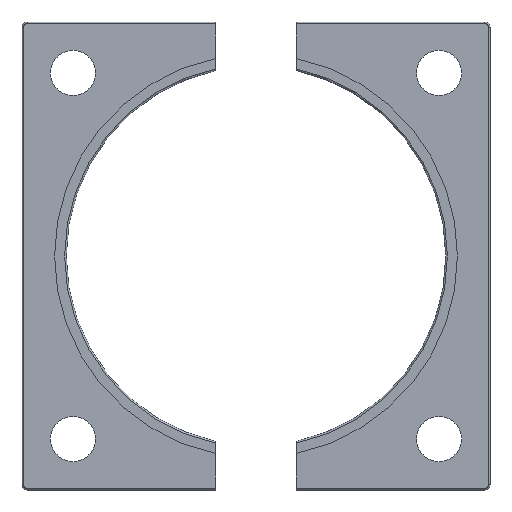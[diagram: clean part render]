
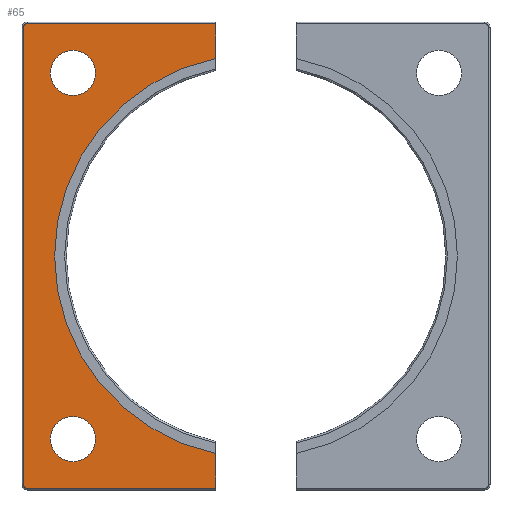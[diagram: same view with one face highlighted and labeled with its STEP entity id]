
A CAD part, front view. The second image highlights one B-rep face of the part: STEP entity #65.
In plain terms, the highlighted planar face has unit normal (0, -1, 0).
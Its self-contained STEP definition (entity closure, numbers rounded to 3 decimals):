
#47 = ORIENTED_EDGE ( 'NONE', *, *, #557, .T. ) ;
#51 = EDGE_CURVE ( 'NONE', #532, #1495, #1713, .T. ) ;
#55 = EDGE_CURVE ( 'NONE', #765, #1116, #1305, .T. ) ;
#62 = CARTESIAN_POINT ( 'NONE',  ( -12., 0., -69.5 ) ) ;
#65 = ADVANCED_FACE ( 'NONE', ( #894, #478, #73 ), #795, .F. ) ;
#73 = FACE_BOUND ( 'NONE', #587, .T. ) ;
#114 = DIRECTION ( 'NONE',  ( 0., 0., 1. ) ) ;
#117 = CARTESIAN_POINT ( 'NONE',  ( -12., 0., 59.043 ) ) ;
#122 = CARTESIAN_POINT ( 'NONE',  ( -68.5, 0., 69.5 ) ) ;
#152 = ORIENTED_EDGE ( 'NONE', *, *, #1133, .T. ) ;
#182 = AXIS2_PLACEMENT_3D ( 'NONE', #1712, #633, #1545 ) ;
#218 = DIRECTION ( 'NONE',  ( 0., -1., 0. ) ) ;
#257 = CARTESIAN_POINT ( 'NONE',  ( -12., 0., 55.467 ) ) ;
#264 = VECTOR ( 'NONE', #412, 1000. ) ;
#283 = CARTESIAN_POINT ( 'NONE',  ( -54.75, 0., 54.75 ) ) ;
#298 = EDGE_CURVE ( 'NONE', #356, #1563, #1879, .T. ) ;
#323 = ORIENTED_EDGE ( 'NONE', *, *, #961, .T. ) ;
#326 = DIRECTION ( 'NONE',  ( 0., 1., 0. ) ) ;
#350 = CARTESIAN_POINT ( 'NONE',  ( -54.75, 0., 48. ) ) ;
#355 = CIRCLE ( 'NONE', #1554, 1. ) ;
#356 = VERTEX_POINT ( 'NONE', #712 ) ;
#366 = EDGE_LOOP ( 'NONE', ( #1981, #1491 ) ) ;
#380 = VERTEX_POINT ( 'NONE', #774 ) ;
#384 = CARTESIAN_POINT ( 'NONE',  ( -54.75, 0., 61.5 ) ) ;
#402 = CARTESIAN_POINT ( 'NONE',  ( -54.75, 0., -61.5 ) ) ;
#412 = DIRECTION ( 'NONE',  ( 0., 0., -1. ) ) ;
#429 = EDGE_CURVE ( 'NONE', #380, #1809, #1332, .T. ) ;
#432 = DIRECTION ( 'NONE',  ( 0., 0., -1. ) ) ;
#444 = DIRECTION ( 'NONE',  ( 0., 1., 0. ) ) ;
#456 = EDGE_CURVE ( 'NONE', #1563, #380, #1639, .T. ) ;
#468 = CIRCLE ( 'NONE', #1286, 6.75 ) ;
#478 = FACE_BOUND ( 'NONE', #366, .T. ) ;
#479 = AXIS2_PLACEMENT_3D ( 'NONE', #1561, #444, #1409 ) ;
#532 = VERTEX_POINT ( 'NONE', #402 ) ;
#557 = EDGE_CURVE ( 'NONE', #1905, #1903, #1450, .T. ) ;
#568 = CARTESIAN_POINT ( 'NONE',  ( -54.75, 0., -54.75 ) ) ;
#572 = ORIENTED_EDGE ( 'NONE', *, *, #1241, .T. ) ;
#586 = CIRCLE ( 'NONE', #922, 6.75 ) ;
#587 = EDGE_LOOP ( 'NONE', ( #804, #323 ) ) ;
#597 = EDGE_CURVE ( 'NONE', #356, #600, #1765, .T. ) ;
#600 = VERTEX_POINT ( 'NONE', #1308 ) ;
#633 = DIRECTION ( 'NONE',  ( 0., 1., 0. ) ) ;
#674 = DIRECTION ( 'NONE',  ( -1., 0., 0. ) ) ;
#712 = CARTESIAN_POINT ( 'NONE',  ( -12., 0., 69.5 ) ) ;
#714 = VECTOR ( 'NONE', #1964, 1000. ) ;
#728 = DIRECTION ( 'NONE',  ( 0., 0., 1. ) ) ;
#765 = VERTEX_POINT ( 'NONE', #350 ) ;
#766 = CARTESIAN_POINT ( 'NONE',  ( -68.5, 0., 68.5 ) ) ;
#774 = CARTESIAN_POINT ( 'NONE',  ( -12., 0., -59.043 ) ) ;
#795 = PLANE ( 'NONE',  #479 ) ;
#804 = ORIENTED_EDGE ( 'NONE', *, *, #55, .T. ) ;
#844 = CARTESIAN_POINT ( 'NONE',  ( -68.5, 0., -69.5 ) ) ;
#894 = FACE_OUTER_BOUND ( 'NONE', #1136, .T. ) ;
#897 = ORIENTED_EDGE ( 'NONE', *, *, #298, .F. ) ;
#922 = AXIS2_PLACEMENT_3D ( 'NONE', #283, #1373, #432 ) ;
#929 = DIRECTION ( 'NONE',  ( 0., 0., 1. ) ) ;
#961 = EDGE_CURVE ( 'NONE', #1116, #765, #586, .T. ) ;
#996 = AXIS2_PLACEMENT_3D ( 'NONE', #1146, #218, #1302 ) ;
#1010 = AXIS2_PLACEMENT_3D ( 'NONE', #1949, #1036, #114 ) ;
#1036 = DIRECTION ( 'NONE',  ( 0., -1., 0. ) ) ;
#1052 = CARTESIAN_POINT ( 'NONE',  ( -68.5, 0., -69.5 ) ) ;
#1084 = CARTESIAN_POINT ( 'NONE',  ( -54.75, 0., -54.75 ) ) ;
#1087 = ORIENTED_EDGE ( 'NONE', *, *, #456, .F. ) ;
#1116 = VERTEX_POINT ( 'NONE', #384 ) ;
#1133 = EDGE_CURVE ( 'NONE', #1903, #1839, #1236, .T. ) ;
#1136 = EDGE_LOOP ( 'NONE', ( #152, #572, #1504, #1087, #897, #1804, #1155, #47 ) ) ;
#1146 = CARTESIAN_POINT ( 'NONE',  ( 0., 0., 0. ) ) ;
#1155 = ORIENTED_EDGE ( 'NONE', *, *, #1634, .T. ) ;
#1197 = CARTESIAN_POINT ( 'NONE',  ( -69.5, 0., 68.5 ) ) ;
#1236 = CIRCLE ( 'NONE', #1010, 1. ) ;
#1241 = EDGE_CURVE ( 'NONE', #1839, #1809, #1534, .T. ) ;
#1250 = VECTOR ( 'NONE', #1294, 1000. ) ;
#1263 = DIRECTION ( 'NONE',  ( 0., 0., 1. ) ) ;
#1286 = AXIS2_PLACEMENT_3D ( 'NONE', #568, #1653, #728 ) ;
#1294 = DIRECTION ( 'NONE',  ( 0., 0., -1. ) ) ;
#1302 = DIRECTION ( 'NONE',  ( 0., 0., -1. ) ) ;
#1305 = CIRCLE ( 'NONE', #182, 6.75 ) ;
#1308 = CARTESIAN_POINT ( 'NONE',  ( -68.5, 0., 69.5 ) ) ;
#1310 = VECTOR ( 'NONE', #674, 1000. ) ;
#1330 = DIRECTION ( 'NONE',  ( 0., 0., -1. ) ) ;
#1332 = LINE ( 'NONE', #1748, #1250 ) ;
#1373 = DIRECTION ( 'NONE',  ( 0., 1., 0. ) ) ;
#1387 = CARTESIAN_POINT ( 'NONE',  ( -69.5, 0., 68.5 ) ) ;
#1405 = EDGE_CURVE ( 'NONE', #1495, #532, #468, .T. ) ;
#1409 = DIRECTION ( 'NONE',  ( 0., 0., 1. ) ) ;
#1450 = LINE ( 'NONE', #1197, #264 ) ;
#1478 = VECTOR ( 'NONE', #1330, 1000. ) ;
#1491 = ORIENTED_EDGE ( 'NONE', *, *, #1405, .T. ) ;
#1495 = VERTEX_POINT ( 'NONE', #1836 ) ;
#1504 = ORIENTED_EDGE ( 'NONE', *, *, #429, .F. ) ;
#1534 = LINE ( 'NONE', #1052, #714 ) ;
#1545 = DIRECTION ( 'NONE',  ( 0., 0., -1. ) ) ;
#1554 = AXIS2_PLACEMENT_3D ( 'NONE', #766, #1840, #929 ) ;
#1561 = CARTESIAN_POINT ( 'NONE',  ( -68.5, 0., 68.5 ) ) ;
#1563 = VERTEX_POINT ( 'NONE', #117 ) ;
#1634 = EDGE_CURVE ( 'NONE', #600, #1905, #355, .T. ) ;
#1639 = CIRCLE ( 'NONE', #996, 60.25 ) ;
#1653 = DIRECTION ( 'NONE',  ( 0., 1., 0. ) ) ;
#1712 = CARTESIAN_POINT ( 'NONE',  ( -54.75, 0., 54.75 ) ) ;
#1713 = CIRCLE ( 'NONE', #1866, 6.75 ) ;
#1748 = CARTESIAN_POINT ( 'NONE',  ( -12., 0., -70. ) ) ;
#1765 = LINE ( 'NONE', #122, #1310 ) ;
#1804 = ORIENTED_EDGE ( 'NONE', *, *, #597, .T. ) ;
#1809 = VERTEX_POINT ( 'NONE', #62 ) ;
#1836 = CARTESIAN_POINT ( 'NONE',  ( -54.75, 0., -48. ) ) ;
#1839 = VERTEX_POINT ( 'NONE', #844 ) ;
#1840 = DIRECTION ( 'NONE',  ( 0., -1., 0. ) ) ;
#1866 = AXIS2_PLACEMENT_3D ( 'NONE', #1084, #326, #1263 ) ;
#1879 = LINE ( 'NONE', #257, #1478 ) ;
#1903 = VERTEX_POINT ( 'NONE', #1986 ) ;
#1905 = VERTEX_POINT ( 'NONE', #1387 ) ;
#1949 = CARTESIAN_POINT ( 'NONE',  ( -68.5, 0., -68.5 ) ) ;
#1964 = DIRECTION ( 'NONE',  ( 1., 0., 0. ) ) ;
#1981 = ORIENTED_EDGE ( 'NONE', *, *, #51, .T. ) ;
#1986 = CARTESIAN_POINT ( 'NONE',  ( -69.5, 0., -68.5 ) ) ;
